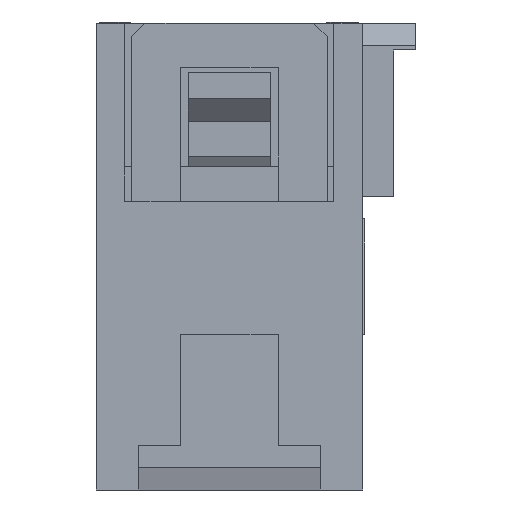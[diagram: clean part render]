
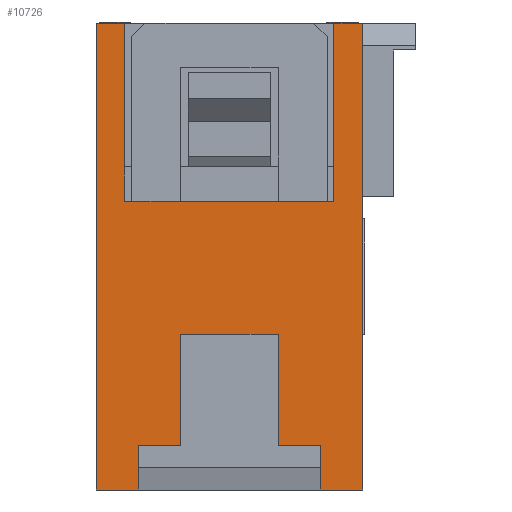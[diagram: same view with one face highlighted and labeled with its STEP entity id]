
A CAD part, left-side view. The second image highlights one B-rep face of the part: STEP entity #10726.
In plain terms, the highlighted planar face has unit normal (-1, 0, 0).
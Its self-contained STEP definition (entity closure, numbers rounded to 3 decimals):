
#690=CARTESIAN_POINT('',(-14.985,-2.4,-5.265));
#691=VERTEX_POINT('',#690);
#692=CARTESIAN_POINT('',(-14.985,-1.45,-5.265));
#693=VERTEX_POINT('',#692);
#694=CARTESIAN_POINT('',(-14.985,-2.4,-5.265));
#695=DIRECTION('',(0.,1.,0.));
#696=VECTOR('',#695,0.95);
#697=LINE('',#694,#696);
#698=EDGE_CURVE('',#691,#693,#697,.T.);
#740=CARTESIAN_POINT('',(-14.985,2.65,-5.265));
#741=VERTEX_POINT('',#740);
#748=CARTESIAN_POINT('',(-14.985,3.6,-5.265));
#749=VERTEX_POINT('',#748);
#750=CARTESIAN_POINT('',(-14.985,2.65,-5.265));
#751=DIRECTION('',(0.,1.,0.));
#752=VECTOR('',#751,0.95);
#753=LINE('',#750,#752);
#754=EDGE_CURVE('',#741,#749,#753,.T.);
#959=CARTESIAN_POINT('',(-14.985,-1.45,-4.265));
#960=VERTEX_POINT('',#959);
#961=CARTESIAN_POINT('',(-14.985,-1.45,-5.265));
#962=DIRECTION('',(0.,0.,1.));
#963=VECTOR('',#962,1.);
#964=LINE('',#961,#963);
#965=EDGE_CURVE('',#693,#960,#964,.T.);
#999=CARTESIAN_POINT('',(-14.985,2.65,-4.265));
#1000=VERTEX_POINT('',#999);
#1007=CARTESIAN_POINT('',(-14.985,2.65,-4.265));
#1008=DIRECTION('',(0.,0.,-1.));
#1009=VECTOR('',#1008,1.);
#1010=LINE('',#1007,#1009);
#1011=EDGE_CURVE('',#1000,#741,#1010,.T.);
#1040=CARTESIAN_POINT('',(-14.985,-0.5,-4.265));
#1041=VERTEX_POINT('',#1040);
#1042=CARTESIAN_POINT('',(-14.985,-0.5,-4.265));
#1043=DIRECTION('',(0.,-1.,0.));
#1044=VECTOR('',#1043,0.95);
#1045=LINE('',#1042,#1044);
#1046=EDGE_CURVE('',#1041,#960,#1045,.T.);
#1079=CARTESIAN_POINT('',(-14.985,1.7,-4.265));
#1080=VERTEX_POINT('',#1079);
#1087=CARTESIAN_POINT('',(-14.985,2.65,-4.265));
#1088=DIRECTION('',(0.,-1.,0.));
#1089=VECTOR('',#1088,0.95);
#1090=LINE('',#1087,#1089);
#1091=EDGE_CURVE('',#1000,#1080,#1090,.T.);
#1236=CARTESIAN_POINT('',(-14.985,-0.5,-1.765));
#1237=VERTEX_POINT('',#1236);
#1238=CARTESIAN_POINT('',(-14.985,-0.5,-1.765));
#1239=DIRECTION('',(0.,0.,-1.));
#1240=VECTOR('',#1239,2.5);
#1241=LINE('',#1238,#1240);
#1242=EDGE_CURVE('',#1237,#1041,#1241,.T.);
#1284=CARTESIAN_POINT('',(-14.985,1.7,-1.765));
#1285=VERTEX_POINT('',#1284);
#1292=CARTESIAN_POINT('',(-14.985,1.7,-4.265));
#1293=DIRECTION('',(0.,0.,1.));
#1294=VECTOR('',#1293,2.5);
#1295=LINE('',#1292,#1294);
#1296=EDGE_CURVE('',#1080,#1285,#1295,.T.);
#6196=CARTESIAN_POINT('',(-14.985,3.6,5.235));
#6197=VERTEX_POINT('',#6196);
#6198=CARTESIAN_POINT('',(-14.985,3.6,-5.265));
#6199=DIRECTION('',(0.,0.,1.));
#6200=VECTOR('',#6199,10.5);
#6201=LINE('',#6198,#6200);
#6202=EDGE_CURVE('',#749,#6197,#6201,.T.);
#9829=CARTESIAN_POINT('',(-14.985,-2.4,5.235));
#9830=VERTEX_POINT('',#9829);
#9837=CARTESIAN_POINT('',(-14.985,-2.4,-5.265));
#9838=DIRECTION('',(0.,0.,1.));
#9839=VECTOR('',#9838,10.5);
#9840=LINE('',#9837,#9839);
#9841=EDGE_CURVE('',#691,#9830,#9840,.T.);
#10665=CARTESIAN_POINT('',(-14.985,0.6,-0.015));
#10666=DIRECTION('',(0.,0.,-1.));
#10667=DIRECTION('',(-1.,-0.,-0.));
#10668=AXIS2_PLACEMENT_3D('',#10665,#10667,#10666);
#10669=PLANE('',#10668);
#10670=CARTESIAN_POINT('',(-14.985,1.7,-1.765));
#10671=DIRECTION('',(0.,-1.,0.));
#10672=VECTOR('',#10671,2.2);
#10673=LINE('',#10670,#10672);
#10674=EDGE_CURVE('',#1285,#1237,#10673,.T.);
#10675=ORIENTED_EDGE('',*,*,#10674,.T.);
#10676=ORIENTED_EDGE('',*,*,#1242,.T.);
#10677=ORIENTED_EDGE('',*,*,#1046,.T.);
#10678=ORIENTED_EDGE('',*,*,#965,.F.);
#10679=ORIENTED_EDGE('',*,*,#698,.F.);
#10680=ORIENTED_EDGE('',*,*,#9841,.T.);
#10681=CARTESIAN_POINT('',(-14.985,-1.75,5.235));
#10682=VERTEX_POINT('',#10681);
#10683=CARTESIAN_POINT('',(-14.985,-2.4,5.235));
#10684=DIRECTION('',(0.,1.,0.));
#10685=VECTOR('',#10684,0.65);
#10686=LINE('',#10683,#10685);
#10687=EDGE_CURVE('',#9830,#10682,#10686,.T.);
#10688=ORIENTED_EDGE('',*,*,#10687,.T.);
#10689=CARTESIAN_POINT('',(-14.985,-1.75,1.235));
#10690=VERTEX_POINT('',#10689);
#10691=CARTESIAN_POINT('',(-14.985,-1.75,1.235));
#10692=DIRECTION('',(0.,0.,1.));
#10693=VECTOR('',#10692,4.);
#10694=LINE('',#10691,#10693);
#10695=EDGE_CURVE('',#10690,#10682,#10694,.T.);
#10696=ORIENTED_EDGE('',*,*,#10695,.F.);
#10697=CARTESIAN_POINT('',(-14.985,2.95,1.235));
#10698=VERTEX_POINT('',#10697);
#10699=CARTESIAN_POINT('',(-14.985,2.95,1.235));
#10700=DIRECTION('',(0.,-1.,0.));
#10701=VECTOR('',#10700,4.7);
#10702=LINE('',#10699,#10701);
#10703=EDGE_CURVE('',#10698,#10690,#10702,.T.);
#10704=ORIENTED_EDGE('',*,*,#10703,.F.);
#10705=CARTESIAN_POINT('',(-14.985,2.95,5.235));
#10706=VERTEX_POINT('',#10705);
#10707=CARTESIAN_POINT('',(-14.985,2.95,5.235));
#10708=DIRECTION('',(0.,0.,-1.));
#10709=VECTOR('',#10708,4.);
#10710=LINE('',#10707,#10709);
#10711=EDGE_CURVE('',#10706,#10698,#10710,.T.);
#10712=ORIENTED_EDGE('',*,*,#10711,.F.);
#10713=CARTESIAN_POINT('',(-14.985,2.95,5.235));
#10714=DIRECTION('',(0.,1.,0.));
#10715=VECTOR('',#10714,0.65);
#10716=LINE('',#10713,#10715);
#10717=EDGE_CURVE('',#10706,#6197,#10716,.T.);
#10718=ORIENTED_EDGE('',*,*,#10717,.T.);
#10719=ORIENTED_EDGE('',*,*,#6202,.F.);
#10720=ORIENTED_EDGE('',*,*,#754,.F.);
#10721=ORIENTED_EDGE('',*,*,#1011,.F.);
#10722=ORIENTED_EDGE('',*,*,#1091,.T.);
#10723=ORIENTED_EDGE('',*,*,#1296,.T.);
#10724=EDGE_LOOP('',(#10675,#10676,#10677,#10678,#10679,#10680,#10688,#10696,#10704,#10712,#10718,#10719,#10720,#10721,#10722,#10723));
#10725=FACE_OUTER_BOUND('',#10724,.T.);
#10726=ADVANCED_FACE('',(#10725),#10669,.T.);
